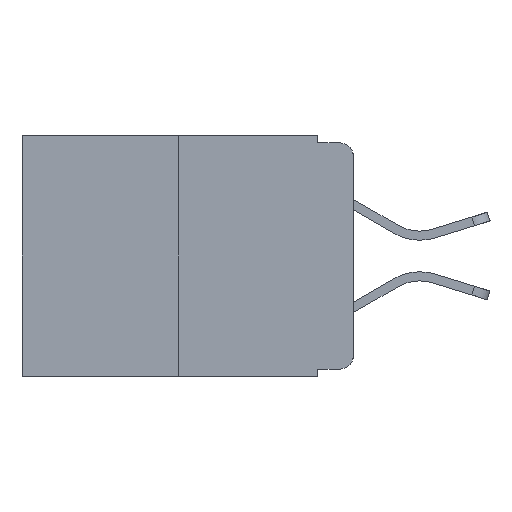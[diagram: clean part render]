
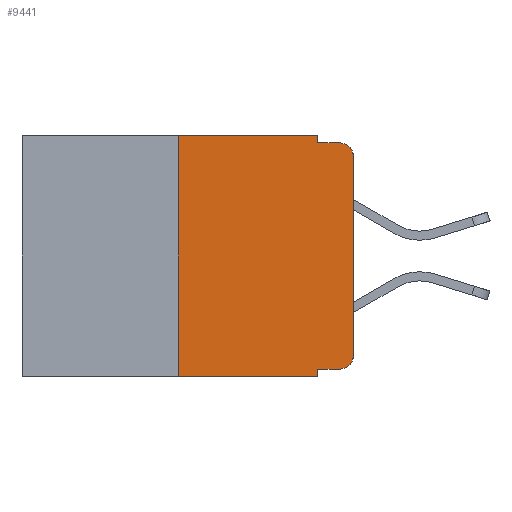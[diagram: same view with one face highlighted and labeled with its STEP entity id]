
A CAD part, left-side view. The second image highlights one B-rep face of the part: STEP entity #9441.
In plain terms, the highlighted planar face has unit normal (-1, 0, 0).
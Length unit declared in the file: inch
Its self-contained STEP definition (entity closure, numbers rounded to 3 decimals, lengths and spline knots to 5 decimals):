
#16 = EDGE_CURVE ( 'NONE', #7303, #8969, #2275, .T. ) ;
#82 = EDGE_CURVE ( 'NONE', #12088, #11921, #9550, .T. ) ;
#262 = AXIS2_PLACEMENT_3D ( 'NONE', #1113, #4090, #10585 ) ;
#359 = CARTESIAN_POINT ( 'NONE',  ( 0., 0.051, 0. ) ) ;
#921 = VERTEX_POINT ( 'NONE', #8699 ) ;
#947 = CIRCLE ( 'NONE', #11200, 0.02 ) ;
#1113 = CARTESIAN_POINT ( 'NONE',  ( 0., 0.473, 0. ) ) ;
#1151 = ORIENTED_EDGE ( 'NONE', *, *, #82, .F. ) ;
#2275 = LINE ( 'NONE', #12174, #7084 ) ;
#2582 = ORIENTED_EDGE ( 'NONE', *, *, #5270, .T. ) ;
#2715 = CARTESIAN_POINT ( 'NONE',  ( 0., 0., 0. ) ) ;
#2751 = EDGE_CURVE ( 'NONE', #11921, #921, #5794, .T. ) ;
#3255 = AXIS2_PLACEMENT_3D ( 'NONE', #5663, #12054, #6593 ) ;
#4009 = CARTESIAN_POINT ( 'NONE',  ( 0., 0.051, 0. ) ) ;
#4090 = DIRECTION ( 'NONE',  ( 1., 0., 0. ) ) ;
#4134 = VECTOR ( 'NONE', #5521, 39.37008 ) ;
#4302 = VECTOR ( 'NONE', #11302, 39.37008 ) ;
#4352 = VERTEX_POINT ( 'NONE', #10735 ) ;
#4510 = VECTOR ( 'NONE', #5316, 39.37008 ) ;
#4706 = ORIENTED_EDGE ( 'NONE', *, *, #6718, .T. ) ;
#4732 = VECTOR ( 'NONE', #10912, 39.37008 ) ;
#4851 = ORIENTED_EDGE ( 'NONE', *, *, #7937, .T. ) ;
#5002 = VECTOR ( 'NONE', #5678, 39.37008 ) ;
#5036 = LINE ( 'NONE', #11813, #4732 ) ;
#5122 = VERTEX_POINT ( 'NONE', #9107 ) ;
#5234 = EDGE_LOOP ( 'NONE', ( #9187, #4851, #6547, #1151, #9660, #8162, #4706, #6362, #12018, #2582 ) ) ;
#5270 = EDGE_CURVE ( 'NONE', #6438, #9656, #10476, .T. ) ;
#5316 = DIRECTION ( 'NONE',  ( 0., -1., 0. ) ) ;
#5328 = DIRECTION ( 'NONE',  ( -1., 0., 0. ) ) ;
#5521 = DIRECTION ( 'NONE',  ( 0., 0., -1. ) ) ;
#5538 = LINE ( 'NONE', #6798, #10160 ) ;
#5663 = CARTESIAN_POINT ( 'NONE',  ( 0., 0.02, -0.313 ) ) ;
#5678 = DIRECTION ( 'NONE',  ( 0., 0., 1. ) ) ;
#5794 = LINE ( 'NONE', #5945, #10400 ) ;
#5912 = CARTESIAN_POINT ( 'NONE',  ( 0., 0., -0.03 ) ) ;
#5945 = CARTESIAN_POINT ( 'NONE',  ( 0., 0.051, -0.01 ) ) ;
#5954 = PLANE ( 'NONE',  #262 ) ;
#6184 = CARTESIAN_POINT ( 'NONE',  ( 0., 0.25, -0.343 ) ) ;
#6362 = ORIENTED_EDGE ( 'NONE', *, *, #9142, .F. ) ;
#6438 = VERTEX_POINT ( 'NONE', #8605 ) ;
#6547 = ORIENTED_EDGE ( 'NONE', *, *, #2751, .F. ) ;
#6593 = DIRECTION ( 'NONE',  ( 0., 0., -1. ) ) ;
#6641 = LINE ( 'NONE', #11922, #4134 ) ;
#6718 = EDGE_CURVE ( 'NONE', #7303, #4352, #9466, .T. ) ;
#6798 = CARTESIAN_POINT ( 'NONE',  ( 0., 0.473, 0. ) ) ;
#7084 = VECTOR ( 'NONE', #9969, 39.37008 ) ;
#7102 = EDGE_CURVE ( 'NONE', #8969, #12088, #5538, .T. ) ;
#7135 = CARTESIAN_POINT ( 'NONE',  ( 0., 0.473, -0.343 ) ) ;
#7303 = VERTEX_POINT ( 'NONE', #6184 ) ;
#7735 = DIRECTION ( 'NONE',  ( 0., -1., 0. ) ) ;
#7937 = EDGE_CURVE ( 'NONE', #11244, #921, #947, .T. ) ;
#8162 = ORIENTED_EDGE ( 'NONE', *, *, #16, .F. ) ;
#8605 = CARTESIAN_POINT ( 'NONE',  ( 0., 0.02, -0.333 ) ) ;
#8699 = CARTESIAN_POINT ( 'NONE',  ( 0., 0.02, -0.01 ) ) ;
#8969 = VERTEX_POINT ( 'NONE', #10744 ) ;
#9067 = EDGE_CURVE ( 'NONE', #5122, #6438, #5036, .T. ) ;
#9107 = CARTESIAN_POINT ( 'NONE',  ( 0., 0.051, -0.333 ) ) ;
#9142 = EDGE_CURVE ( 'NONE', #5122, #4352, #6641, .T. ) ;
#9187 = ORIENTED_EDGE ( 'NONE', *, *, #11084, .T. ) ;
#9441 = ADVANCED_FACE ( 'NONE', ( #11087 ), #5954, .F. ) ;
#9466 = LINE ( 'NONE', #7135, #4510 ) ;
#9550 = LINE ( 'NONE', #4009, #4302 ) ;
#9656 = VERTEX_POINT ( 'NONE', #11759 ) ;
#9659 = DIRECTION ( 'NONE',  ( 0., -1., 0. ) ) ;
#9660 = ORIENTED_EDGE ( 'NONE', *, *, #7102, .F. ) ;
#9969 = DIRECTION ( 'NONE',  ( 0., 0., 1. ) ) ;
#10160 = VECTOR ( 'NONE', #7735, 39.37008 ) ;
#10400 = VECTOR ( 'NONE', #9659, 39.37008 ) ;
#10476 = CIRCLE ( 'NONE', #3255, 0.02 ) ;
#10492 = CARTESIAN_POINT ( 'NONE',  ( 0., 0.051, -0.01 ) ) ;
#10585 = DIRECTION ( 'NONE',  ( 0., 0., -1. ) ) ;
#10735 = CARTESIAN_POINT ( 'NONE',  ( 0., 0.051, -0.343 ) ) ;
#10744 = CARTESIAN_POINT ( 'NONE',  ( 0., 0.25, 0. ) ) ;
#10835 = CARTESIAN_POINT ( 'NONE',  ( 0., 0.02, -0.03 ) ) ;
#10912 = DIRECTION ( 'NONE',  ( 0., -1., 0. ) ) ;
#11084 = EDGE_CURVE ( 'NONE', #9656, #11244, #12039, .T. ) ;
#11087 = FACE_OUTER_BOUND ( 'NONE', #5234, .T. ) ;
#11200 = AXIS2_PLACEMENT_3D ( 'NONE', #10835, #5328, #11742 ) ;
#11244 = VERTEX_POINT ( 'NONE', #5912 ) ;
#11302 = DIRECTION ( 'NONE',  ( 0., 0., -1. ) ) ;
#11742 = DIRECTION ( 'NONE',  ( 0., 0., -1. ) ) ;
#11759 = CARTESIAN_POINT ( 'NONE',  ( 0., 0., -0.313 ) ) ;
#11813 = CARTESIAN_POINT ( 'NONE',  ( 0., 0.051, -0.333 ) ) ;
#11921 = VERTEX_POINT ( 'NONE', #10492 ) ;
#11922 = CARTESIAN_POINT ( 'NONE',  ( 0., 0.051, 0. ) ) ;
#12018 = ORIENTED_EDGE ( 'NONE', *, *, #9067, .T. ) ;
#12039 = LINE ( 'NONE', #2715, #5002 ) ;
#12054 = DIRECTION ( 'NONE',  ( -1., 0., 0. ) ) ;
#12088 = VERTEX_POINT ( 'NONE', #359 ) ;
#12174 = CARTESIAN_POINT ( 'NONE',  ( 0., 0.25, 0. ) ) ;
